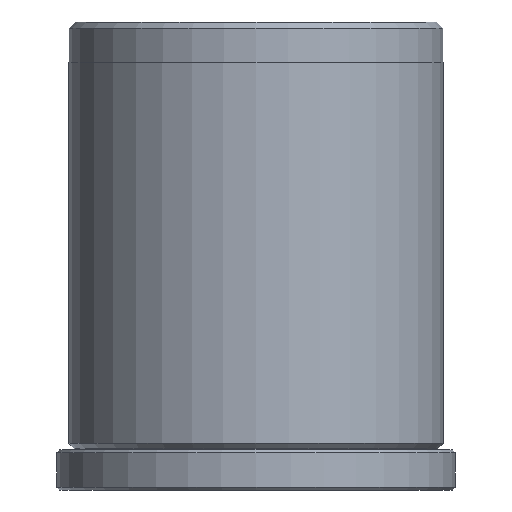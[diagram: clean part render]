
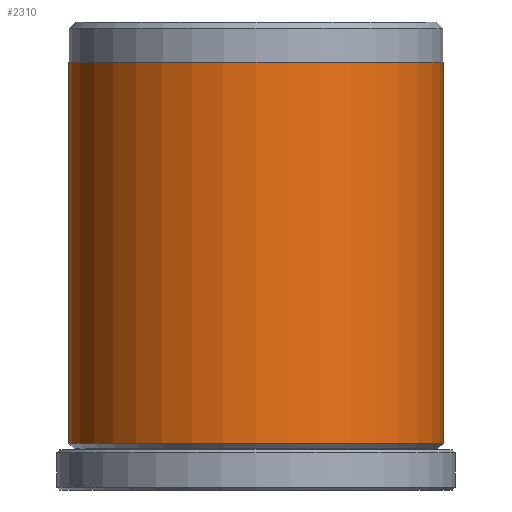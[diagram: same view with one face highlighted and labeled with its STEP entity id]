
A CAD part, front view. The second image highlights one B-rep face of the part: STEP entity #2310.
In plain terms, the highlighted cylindrical face has radius 14 mm (diameter 28 mm), a partial arc.
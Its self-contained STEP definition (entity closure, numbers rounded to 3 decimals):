
#37 = CARTESIAN_POINT ( 'NONE',  ( -14., 0., 32. ) ) ;
#57 = EDGE_LOOP ( 'NONE', ( #2359, #1677, #1621, #447 ) ) ;
#61 = EDGE_CURVE ( 'NONE', #2419, #2583, #854, .T. ) ;
#78 = EDGE_CURVE ( 'NONE', #185, #2419, #784, .T. ) ;
#135 = DIRECTION ( 'NONE',  ( 0., 0., -1. ) ) ;
#185 = VERTEX_POINT ( 'NONE', #720 ) ;
#239 = DIRECTION ( 'NONE',  ( 0., 0., 1. ) ) ;
#409 = CARTESIAN_POINT ( 'NONE',  ( 0., 0., 35. ) ) ;
#447 = ORIENTED_EDGE ( 'NONE', *, *, #61, .F. ) ;
#585 = FACE_OUTER_BOUND ( 'NONE', #57, .T. ) ;
#587 = CARTESIAN_POINT ( 'NONE',  ( -14., 0., 35. ) ) ;
#631 = DIRECTION ( 'NONE',  ( 0., 0., -1. ) ) ;
#720 = CARTESIAN_POINT ( 'NONE',  ( 14., 0., 32. ) ) ;
#784 = LINE ( 'NONE', #1658, #1866 ) ;
#854 = CIRCLE ( 'NONE', #2475, 14. ) ;
#887 = CARTESIAN_POINT ( 'NONE',  ( 14., 0., 3.5 ) ) ;
#888 = VERTEX_POINT ( 'NONE', #37 ) ;
#1050 = DIRECTION ( 'NONE',  ( -1., 0., 0. ) ) ;
#1115 = EDGE_CURVE ( 'NONE', #888, #185, #1134, .T. ) ;
#1134 = CIRCLE ( 'NONE', #1616, 14. ) ;
#1272 = LINE ( 'NONE', #587, #1988 ) ;
#1378 = CARTESIAN_POINT ( 'NONE',  ( -14., 0., 3.5 ) ) ;
#1449 = DIRECTION ( 'NONE',  ( 0., 0., -1. ) ) ;
#1472 = DIRECTION ( 'NONE',  ( -1., 0., 0. ) ) ;
#1511 = EDGE_CURVE ( 'NONE', #888, #2583, #1272, .T. ) ;
#1516 = CARTESIAN_POINT ( 'NONE',  ( 0., 0., 32. ) ) ;
#1524 = CARTESIAN_POINT ( 'NONE',  ( 0., 0., 3.5 ) ) ;
#1576 = DIRECTION ( 'NONE',  ( 0., 0., -1. ) ) ;
#1616 = AXIS2_PLACEMENT_3D ( 'NONE', #1516, #239, #1751 ) ;
#1621 = ORIENTED_EDGE ( 'NONE', *, *, #1511, .T. ) ;
#1658 = CARTESIAN_POINT ( 'NONE',  ( 14., 0., 35. ) ) ;
#1677 = ORIENTED_EDGE ( 'NONE', *, *, #1115, .F. ) ;
#1751 = DIRECTION ( 'NONE',  ( 1., 0., 0. ) ) ;
#1866 = VECTOR ( 'NONE', #1576, 1000. ) ;
#1988 = VECTOR ( 'NONE', #135, 1000. ) ;
#2310 = ADVANCED_FACE ( 'NONE', ( #585 ), #2710, .T. ) ;
#2359 = ORIENTED_EDGE ( 'NONE', *, *, #78, .F. ) ;
#2419 = VERTEX_POINT ( 'NONE', #887 ) ;
#2475 = AXIS2_PLACEMENT_3D ( 'NONE', #1524, #1449, #1472 ) ;
#2571 = AXIS2_PLACEMENT_3D ( 'NONE', #409, #631, #1050 ) ;
#2583 = VERTEX_POINT ( 'NONE', #1378 ) ;
#2710 = CYLINDRICAL_SURFACE ( 'NONE', #2571, 14. ) ;
